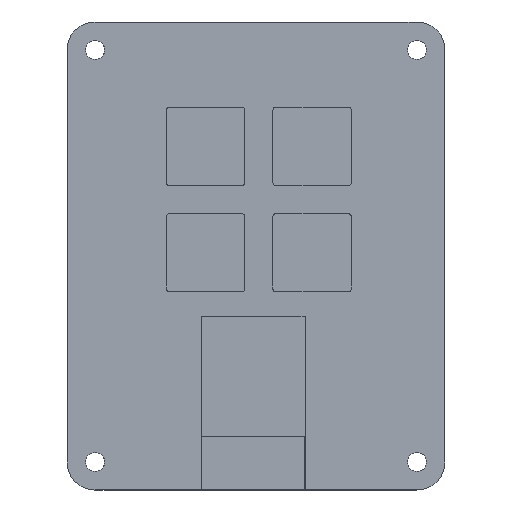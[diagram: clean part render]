
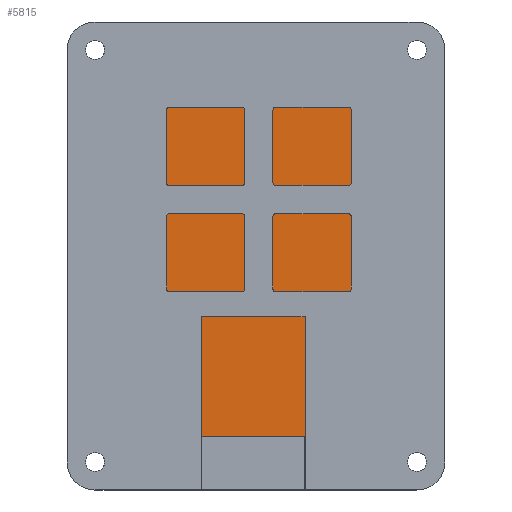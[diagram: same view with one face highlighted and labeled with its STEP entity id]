
A CAD part, top view. The second image highlights one B-rep face of the part: STEP entity #5815.
In plain terms, the highlighted planar face has unit normal (0, 0, 1).
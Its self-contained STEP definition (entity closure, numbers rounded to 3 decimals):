
#855=FACE_OUTER_BOUND('',#1188,.T.);
#1188=EDGE_LOOP('',(#5064,#5065,#5066,#5067));
#1664=LINE('',#10982,#2165);
#1665=LINE('',#10984,#2166);
#1666=LINE('',#10986,#2167);
#1667=LINE('',#10987,#2168);
#2165=VECTOR('',#6765,10.);
#2166=VECTOR('',#6766,10.);
#2167=VECTOR('',#6767,10.);
#2168=VECTOR('',#6768,10.);
#2741=VERTEX_POINT('',#10980);
#2742=VERTEX_POINT('',#10981);
#2743=VERTEX_POINT('',#10983);
#2744=VERTEX_POINT('',#10985);
#3540=EDGE_CURVE('',#2741,#2742,#1664,.T.);
#3541=EDGE_CURVE('',#2743,#2741,#1665,.T.);
#3542=EDGE_CURVE('',#2744,#2743,#1666,.T.);
#3543=EDGE_CURVE('',#2742,#2744,#1667,.T.);
#5064=ORIENTED_EDGE('',*,*,#3540,.F.);
#5065=ORIENTED_EDGE('',*,*,#3541,.F.);
#5066=ORIENTED_EDGE('',*,*,#3542,.F.);
#5067=ORIENTED_EDGE('',*,*,#3543,.F.);
#5535=PLANE('',#6022);
#5815=ADVANCED_FACE('',(#855),#5535,.T.);
#6022=AXIS2_PLACEMENT_3D('',#10979,#6763,#6764);
#6763=DIRECTION('center_axis',(0.,0.,1.));
#6764=DIRECTION('ref_axis',(1.,0.,0.));
#6765=DIRECTION('',(-1.,0.,0.));
#6766=DIRECTION('',(0.,-1.,0.));
#6767=DIRECTION('',(1.,0.,0.));
#6768=DIRECTION('',(0.,1.,0.));
#10979=CARTESIAN_POINT('Origin',(24.32,37.615,3.));
#10980=CARTESIAN_POINT('',(48.64,5.23,3.));
#10981=CARTESIAN_POINT('',(0.,5.23,3.));
#10982=CARTESIAN_POINT('',(36.48,5.23,3.));
#10983=CARTESIAN_POINT('',(48.64,70.,3.));
#10984=CARTESIAN_POINT('',(48.64,53.808,3.));
#10985=CARTESIAN_POINT('',(0.,70.,3.));
#10986=CARTESIAN_POINT('',(12.16,70.,3.));
#10987=CARTESIAN_POINT('',(0.,21.423,3.));
